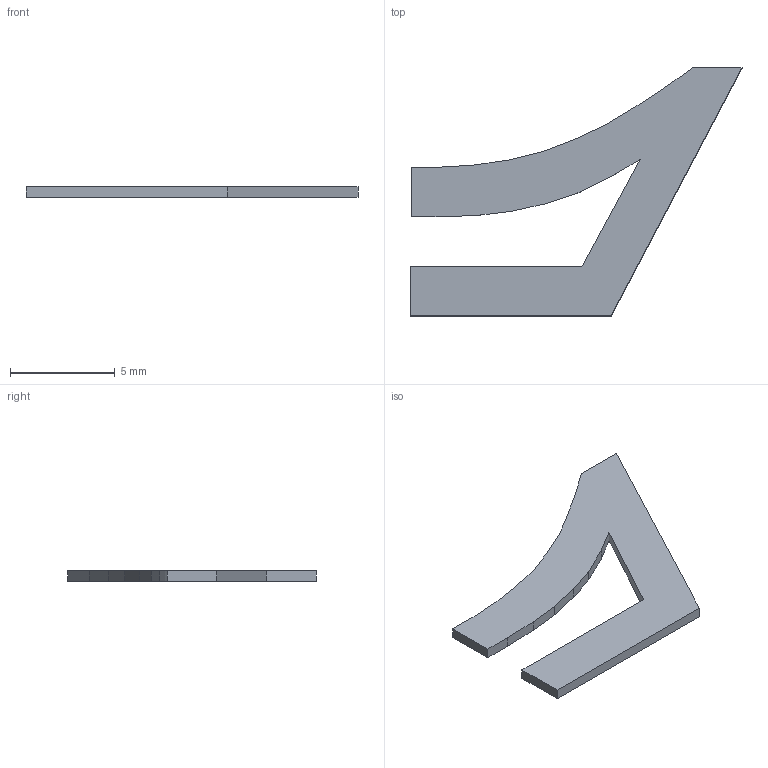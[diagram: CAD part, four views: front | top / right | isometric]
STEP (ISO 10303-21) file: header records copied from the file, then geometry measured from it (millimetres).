
FILE_DESCRIPTION(('FreeCAD Model'),'2;1');
FILE_NAME('j.step','2016-05-27T14:07:00',('Author'),(''), 'Open CASCADE STEP processor 6.8','FreeCAD','Unknown');
FILE_SCHEMA(('AUTOMOTIVE_DESIGN_CC2 { 1 2 10303 214 -1 1 5 4 }'));
Length unit declared in the file: millimetre
Products named in the file (2): ASSEMBLY; Extrude
Assembly tree (1 placements, depth 2):
  ASSEMBLY
    Extrude
Bounding box: 15.85 x 11.84 x 0.5 mm (x, y, z)
Volume: 39.4 mm3; surface area: 192.7 mm2
Topology: 1 solids, 1 shells, 25 faces, 69 edges, 46 vertices
Faces by surface type: extrusion 23, plane 2
Entity records: 1650 total; most frequent: CARTESIAN_POINT 395, DIRECTION 146, ORIENTED_EDGE 138, VECTOR 138, PCURVE 138, DEFINITIONAL_REPRESENTATION 138, LINE 115, B_SPLINE_CURVE_WITH_KNOTS 115
